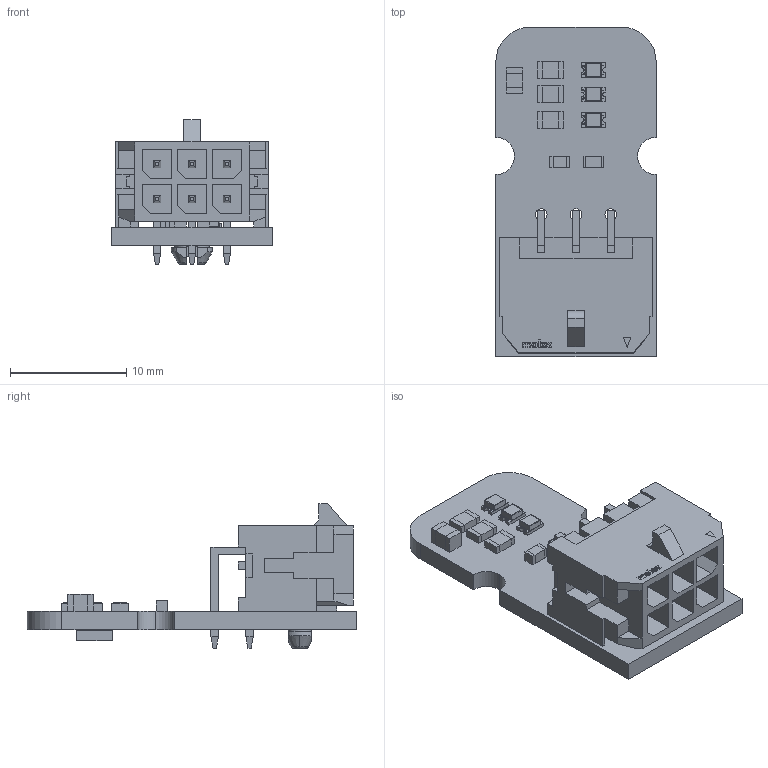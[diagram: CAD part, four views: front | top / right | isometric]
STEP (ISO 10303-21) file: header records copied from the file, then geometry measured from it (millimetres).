
FILE_DESCRIPTION(('Open CASCADE Model'),'2;1');
FILE_NAME('Open CASCADE Shape Model','2024-12-26T18:04:54',('Author'),( 'Open CASCADE'),'Open CASCADE STEP processor 7.5','Open CASCADE 7.5' ,'Unknown');
FILE_SCHEMA(('AUTOMOTIVE_DESIGN { 1 0 10303 214 1 1 1 1 }'));
Length unit declared in the file: millimetre
Products named in the file (44): PCB; Board; Open CASCADE STEP translator 7.5 2.1.1; R5; 7048414832; Extruded; 6830695984; R4; 7099879968; Mid_Body; Terminal; Open CASCADE STEP translator 6.8 3.2.1; Mark; U1; 6883844192; R3; 6640681664; 6640681504; R2; R1; J1; Conn_Molex_0430450600_eec; Body; Pins; New Marking; Molex Logo-LAPTOP-NQA1DCQ3; D3; Diode_Wurth_Electronics_150080SS75000_eec; base; cover; housing; marking; base_2; Mark2; D2; D1; C1; 6112007424; 6112003344
Assembly tree (56 placements, depth 5):
  PCB
    Board
      Open CASCADE STEP translator 7.5 2.1.1
    R5
      7048414832  x2
        Extruded
      6830695984
        Extruded
    R4
      7099879968
        Mid_Body
        Terminal  x2
          Open CASCADE STEP translator 6.8 3.2.1
        Mark
    U1
      6883844192
    R3
      6640681664
        Extruded
      6640681504  x2
        Extruded
    R2
      6640681664
        Extruded
      6640681504  x2
        Extruded
    R1
      6640681664
        Extruded
      6640681504  x2
        Extruded
    J1
      Conn_Molex_0430450600_eec
        Body
        Pins
        New Marking
        Molex Logo-LAPTOP-NQA1DCQ3
    D3
      Diode_Wurth_Electronics_150080SS75000_eec
        base
        cover
        housing
        marking  x2
        base_2
        Mark2
    D2
      Diode_Wurth_Electronics_150080SS75000_eec
        base
        cover
        housing
        marking  x2
        base_2
        Mark2
    D1
      Diode_Wurth_Electronics_150080SS75000_eec
        base
        cover
        housing
        marking  x2
        base_2
Bounding box: 13.8 x 28.4 x 12.45 mm (x, y, z)
Volume: 1187.8 mm3; surface area: 2424.6 mm2
Topology: 79 solids, 79 shells, 926 faces, 2159 edges, 1403 vertices
Faces by surface type: plane 815, cylinder 66, bspline 30, sphere 12, cone 3
Full cylindrical faces by diameter (mm): 0.155 x1, 1.02 x6, 3 x1
Entity records: 21675 total; most frequent: CARTESIAN_POINT 3830, ORIENTED_EDGE 3214, DIRECTION 3030, EDGE_CURVE 1607, LINE 1468, VECTOR 1468, VERTEX_POINT 1043, AXIS2_PLACEMENT_3D 781
